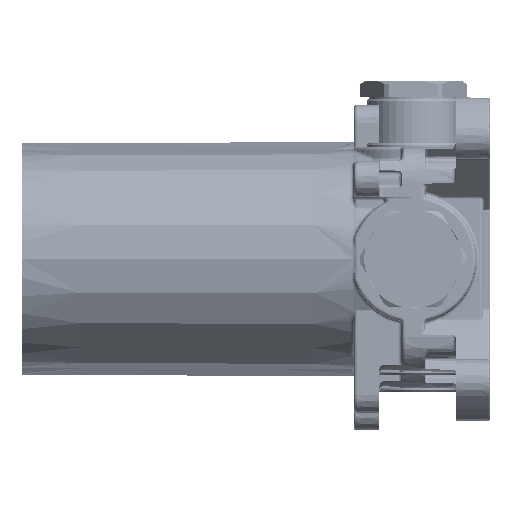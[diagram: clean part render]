
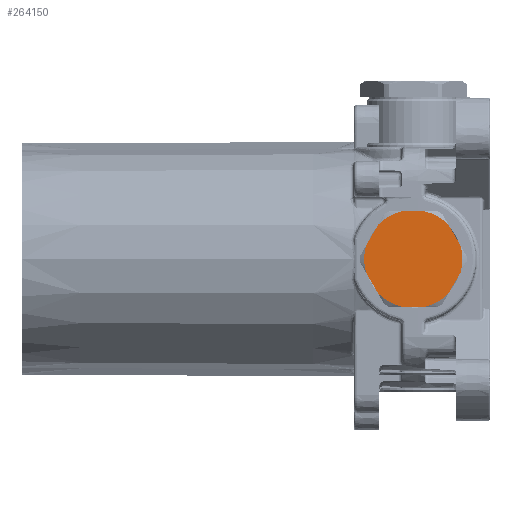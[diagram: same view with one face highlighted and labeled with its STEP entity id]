
A CAD part, left-side view. The second image highlights one B-rep face of the part: STEP entity #264150.
In plain terms, the highlighted planar face has unit normal (-1, 0, 0).
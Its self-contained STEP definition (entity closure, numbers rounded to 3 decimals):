
#263775=CARTESIAN_POINT('Vertex',(-190.397,-3.468,14.)) ;
#263778=CARTESIAN_POINT('Axis2P3D Location',(-190.397,0.044,0.)) ;
#263782=CARTESIAN_POINT('Vertex',(-190.397,-10.325,10.041)) ;
#263805=CARTESIAN_POINT('Axis2P3D Location',(-190.397,0.044,0.)) ;
#263809=CARTESIAN_POINT('Vertex',(-190.397,-14.39,0.)) ;
#263811=CARTESIAN_POINT('Vertex',(-190.397,-13.837,-3.959)) ;
#263841=CARTESIAN_POINT('Vertex',(-190.397,-13.837,3.959)) ;
#263844=CARTESIAN_POINT('Axis2P3D Location',(-190.397,0.044,0.)) ;
#263879=CARTESIAN_POINT('Vertex',(-190.397,-10.325,-10.041)) ;
#263882=CARTESIAN_POINT('Axis2P3D Location',(-190.397,0.044,0.)) ;
#263886=CARTESIAN_POINT('Vertex',(-190.397,-7.173,-12.5)) ;
#263889=CARTESIAN_POINT('Axis2P3D Location',(-190.397,0.044,0.)) ;
#263893=CARTESIAN_POINT('Vertex',(-190.397,-3.468,-14.)) ;
#263918=CARTESIAN_POINT('Vertex',(-190.397,3.556,-14.)) ;
#263921=CARTESIAN_POINT('Axis2P3D Location',(-190.397,0.044,0.)) ;
#263925=CARTESIAN_POINT('Vertex',(-190.397,10.412,-10.041)) ;
#263969=CARTESIAN_POINT('Vertex',(-190.397,13.924,-3.959)) ;
#263972=CARTESIAN_POINT('Axis2P3D Location',(-190.397,0.044,0.)) ;
#263976=CARTESIAN_POINT('Vertex',(-190.397,14.477,0.)) ;
#263979=CARTESIAN_POINT('Axis2P3D Location',(-190.397,0.044,0.)) ;
#263983=CARTESIAN_POINT('Vertex',(-190.397,13.924,3.959)) ;
#264001=CARTESIAN_POINT('Axis2P3D Location',(-190.397,0.044,0.)) ;
#264005=CARTESIAN_POINT('Vertex',(-190.397,7.261,12.5)) ;
#264007=CARTESIAN_POINT('Vertex',(-190.397,3.556,14.)) ;
#264037=CARTESIAN_POINT('Vertex',(-190.397,10.412,10.041)) ;
#264040=CARTESIAN_POINT('Axis2P3D Location',(-190.397,0.044,0.)) ;
#264097=CARTESIAN_POINT('Axis2P3D Location',(-190.397,0.044,0.)) ;
#264102=CARTESIAN_POINT('Line Origine',(-190.397,-12.081,7.)) ;
#264107=CARTESIAN_POINT('Line Origine',(-190.397,0.044,14.)) ;
#264112=CARTESIAN_POINT('Line Origine',(-190.397,12.168,7.)) ;
#264117=CARTESIAN_POINT('Line Origine',(-190.397,12.168,-7.)) ;
#264122=CARTESIAN_POINT('Line Origine',(-190.397,0.044,-14.)) ;
#264127=CARTESIAN_POINT('Line Origine',(-190.397,-12.081,-7.)) ;
#264104=VECTOR('Line Direction',#264103,1.) ;
#264109=VECTOR('Line Direction',#264108,1.) ;
#264114=VECTOR('Line Direction',#264113,1.) ;
#264119=VECTOR('Line Direction',#264118,1.) ;
#264124=VECTOR('Line Direction',#264123,1.) ;
#264129=VECTOR('Line Direction',#264128,1.) ;
#263779=DIRECTION('Axis2P3D Direction',(1.,0.,0.)) ;
#263806=DIRECTION('Axis2P3D Direction',(1.,0.,0.)) ;
#263845=DIRECTION('Axis2P3D Direction',(1.,0.,0.)) ;
#263883=DIRECTION('Axis2P3D Direction',(1.,0.,0.)) ;
#263890=DIRECTION('Axis2P3D Direction',(1.,0.,0.)) ;
#263922=DIRECTION('Axis2P3D Direction',(1.,0.,0.)) ;
#263973=DIRECTION('Axis2P3D Direction',(1.,0.,0.)) ;
#263980=DIRECTION('Axis2P3D Direction',(1.,0.,0.)) ;
#264002=DIRECTION('Axis2P3D Direction',(1.,0.,0.)) ;
#264041=DIRECTION('Axis2P3D Direction',(1.,0.,0.)) ;
#264098=DIRECTION('Axis2P3D Direction',(1.,0.,0.)) ;
#264099=DIRECTION('Axis2P3D XDirection',(0.,-1.,0.)) ;
#264103=DIRECTION('Vector Direction',(0.,-0.5,-0.866)) ;
#264108=DIRECTION('Vector Direction',(0.,-1.,0.)) ;
#264113=DIRECTION('Vector Direction',(0.,-0.5,0.866)) ;
#264118=DIRECTION('Vector Direction',(0.,0.5,0.866)) ;
#264123=DIRECTION('Vector Direction',(0.,1.,0.)) ;
#264128=DIRECTION('Vector Direction',(0.,0.5,-0.866)) ;
#263780=AXIS2_PLACEMENT_3D('Circle Axis2P3D',#263778,#263779,$) ;
#263807=AXIS2_PLACEMENT_3D('Circle Axis2P3D',#263805,#263806,$) ;
#263846=AXIS2_PLACEMENT_3D('Circle Axis2P3D',#263844,#263845,$) ;
#263884=AXIS2_PLACEMENT_3D('Circle Axis2P3D',#263882,#263883,$) ;
#263891=AXIS2_PLACEMENT_3D('Circle Axis2P3D',#263889,#263890,$) ;
#263923=AXIS2_PLACEMENT_3D('Circle Axis2P3D',#263921,#263922,$) ;
#263974=AXIS2_PLACEMENT_3D('Circle Axis2P3D',#263972,#263973,$) ;
#263981=AXIS2_PLACEMENT_3D('Circle Axis2P3D',#263979,#263980,$) ;
#264003=AXIS2_PLACEMENT_3D('Circle Axis2P3D',#264001,#264002,$) ;
#264042=AXIS2_PLACEMENT_3D('Circle Axis2P3D',#264040,#264041,$) ;
#264100=AXIS2_PLACEMENT_3D('Plane Axis2P3D',#264097,#264098,#264099) ;
#264105=LINE('Line',#264102,#264104) ;
#264110=LINE('Line',#264107,#264109) ;
#264115=LINE('Line',#264112,#264114) ;
#264120=LINE('Line',#264117,#264119) ;
#264125=LINE('Line',#264122,#264124) ;
#264130=LINE('Line',#264127,#264129) ;
#263781=CIRCLE('generated circle',#263780,14.434) ;
#263808=CIRCLE('generated circle',#263807,14.434) ;
#263847=CIRCLE('generated circle',#263846,14.434) ;
#263885=CIRCLE('generated circle',#263884,14.434) ;
#263892=CIRCLE('generated circle',#263891,14.434) ;
#263924=CIRCLE('generated circle',#263923,14.434) ;
#263975=CIRCLE('generated circle',#263974,14.434) ;
#263982=CIRCLE('generated circle',#263981,14.434) ;
#264004=CIRCLE('generated circle',#264003,14.434) ;
#264043=CIRCLE('generated circle',#264042,14.434) ;
#264101=PLANE('',#264100) ;
#263784=EDGE_CURVE('',#263783,#263776,#263781,.F.) ;
#263813=EDGE_CURVE('',#263810,#263812,#263808,.T.) ;
#263848=EDGE_CURVE('',#263842,#263810,#263847,.T.) ;
#263888=EDGE_CURVE('',#263880,#263887,#263885,.T.) ;
#263895=EDGE_CURVE('',#263887,#263894,#263892,.T.) ;
#263927=EDGE_CURVE('',#263926,#263919,#263924,.F.) ;
#263978=EDGE_CURVE('',#263970,#263977,#263975,.T.) ;
#263985=EDGE_CURVE('',#263977,#263984,#263982,.T.) ;
#264009=EDGE_CURVE('',#264006,#264008,#264004,.T.) ;
#264044=EDGE_CURVE('',#264038,#264006,#264043,.T.) ;
#264106=EDGE_CURVE('',#263783,#263842,#264105,.T.) ;
#264111=EDGE_CURVE('',#264008,#263776,#264110,.T.) ;
#264116=EDGE_CURVE('',#263984,#264038,#264115,.T.) ;
#264121=EDGE_CURVE('',#263926,#263970,#264120,.T.) ;
#264126=EDGE_CURVE('',#263894,#263919,#264125,.T.) ;
#264131=EDGE_CURVE('',#263812,#263880,#264130,.T.) ;
#264133=ORIENTED_EDGE('',*,*,#264106,.F.) ;
#264134=ORIENTED_EDGE('',*,*,#263784,.T.) ;
#264135=ORIENTED_EDGE('',*,*,#264111,.F.) ;
#264136=ORIENTED_EDGE('',*,*,#264009,.F.) ;
#264137=ORIENTED_EDGE('',*,*,#264044,.F.) ;
#264138=ORIENTED_EDGE('',*,*,#264116,.F.) ;
#264139=ORIENTED_EDGE('',*,*,#263985,.F.) ;
#264140=ORIENTED_EDGE('',*,*,#263978,.F.) ;
#264141=ORIENTED_EDGE('',*,*,#264121,.F.) ;
#264142=ORIENTED_EDGE('',*,*,#263927,.T.) ;
#264143=ORIENTED_EDGE('',*,*,#264126,.F.) ;
#264144=ORIENTED_EDGE('',*,*,#263895,.F.) ;
#264145=ORIENTED_EDGE('',*,*,#263888,.F.) ;
#264146=ORIENTED_EDGE('',*,*,#264131,.F.) ;
#264147=ORIENTED_EDGE('',*,*,#263813,.F.) ;
#264148=ORIENTED_EDGE('',*,*,#263848,.F.) ;
#264132=EDGE_LOOP('',(#264133,#264134,#264135,#264136,#264137,#264138,#264139,#264140,#264141,#264142,#264143,#264144,#264145,#264146,#264147,#264148)) ;
#263776=VERTEX_POINT('',#263775) ;
#263783=VERTEX_POINT('',#263782) ;
#263810=VERTEX_POINT('',#263809) ;
#263812=VERTEX_POINT('',#263811) ;
#263842=VERTEX_POINT('',#263841) ;
#263880=VERTEX_POINT('',#263879) ;
#263887=VERTEX_POINT('',#263886) ;
#263894=VERTEX_POINT('',#263893) ;
#263919=VERTEX_POINT('',#263918) ;
#263926=VERTEX_POINT('',#263925) ;
#263970=VERTEX_POINT('',#263969) ;
#263977=VERTEX_POINT('',#263976) ;
#263984=VERTEX_POINT('',#263983) ;
#264006=VERTEX_POINT('',#264005) ;
#264008=VERTEX_POINT('',#264007) ;
#264038=VERTEX_POINT('',#264037) ;
#264150=ADVANCED_FACE('Body.33',(#264149),#264101,.F.) ;
#264149=FACE_OUTER_BOUND('',#264132,.T.) ;
